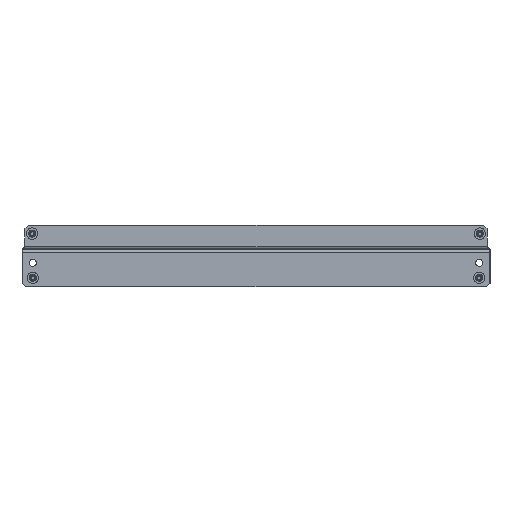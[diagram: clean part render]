
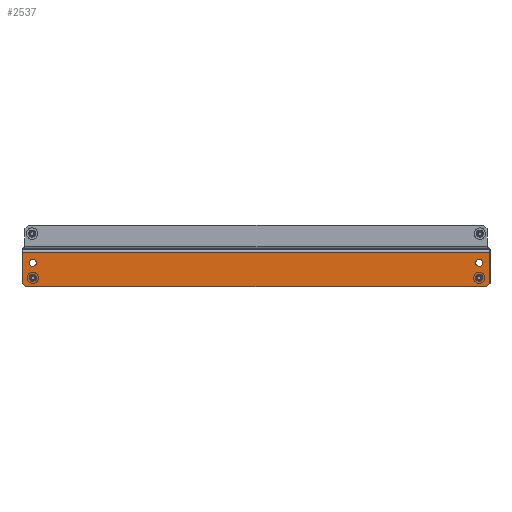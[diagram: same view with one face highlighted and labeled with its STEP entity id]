
A CAD part, left-side view. The second image highlights one B-rep face of the part: STEP entity #2537.
In plain terms, the highlighted face is planar.
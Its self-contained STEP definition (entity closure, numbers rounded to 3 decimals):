
#4 = DIRECTION ( 'NONE',  ( -1., 0., 0. ) ) ;
#34 = FACE_BOUND ( 'NONE', #4922, .T. ) ;
#45 = DIRECTION ( 'NONE',  ( 0., 1., 0. ) ) ;
#59 = VECTOR ( 'NONE', #554, 1000. ) ;
#65 = EDGE_LOOP ( 'NONE', ( #4292, #390 ) ) ;
#66 = EDGE_CURVE ( 'NONE', #2811, #4949, #2101, .T. ) ;
#82 = DIRECTION ( 'NONE',  ( 0., 1., 0. ) ) ;
#99 = VECTOR ( 'NONE', #2635, 1000. ) ;
#111 = CARTESIAN_POINT ( 'NONE',  ( -4.25, -1.5, 187. ) ) ;
#115 = DIRECTION ( 'NONE',  ( 0., -1., 0. ) ) ;
#153 = AXIS2_PLACEMENT_3D ( 'NONE', #3223, #2048, #3611 ) ;
#163 = EDGE_CURVE ( 'NONE', #4653, #1549, #400, .T. ) ;
#249 = CARTESIAN_POINT ( 'NONE',  ( 15.75, -1.5, -193. ) ) ;
#274 = VERTEX_POINT ( 'NONE', #410 ) ;
#306 = CARTESIAN_POINT ( 'NONE',  ( 12.75, -1.5, 196. ) ) ;
#326 = VECTOR ( 'NONE', #1974, 1000. ) ;
#334 = LINE ( 'NONE', #3057, #99 ) ;
#390 = ORIENTED_EDGE ( 'NONE', *, *, #2504, .T. ) ;
#400 = CIRCLE ( 'NONE', #2873, 3. ) ;
#410 = CARTESIAN_POINT ( 'NONE',  ( 12.75, -1.5, -196. ) ) ;
#463 = ORIENTED_EDGE ( 'NONE', *, *, #4342, .F. ) ;
#554 = DIRECTION ( 'NONE',  ( 0., 0., -1. ) ) ;
#621 = EDGE_CURVE ( 'NONE', #274, #4890, #3203, .T. ) ;
#631 = ORIENTED_EDGE ( 'NONE', *, *, #1251, .F. ) ;
#664 = AXIS2_PLACEMENT_3D ( 'NONE', #1198, #45, #1624 ) ;
#702 = CARTESIAN_POINT ( 'NONE',  ( -4.25, -1.5, -187. ) ) ;
#707 = VERTEX_POINT ( 'NONE', #2444 ) ;
#732 = EDGE_CURVE ( 'NONE', #1549, #4653, #3052, .T. ) ;
#825 = DIRECTION ( 'NONE',  ( -1., 0., 0. ) ) ;
#841 = LINE ( 'NONE', #4439, #326 ) ;
#899 = VERTEX_POINT ( 'NONE', #1871 ) ;
#954 = CARTESIAN_POINT ( 'NONE',  ( -1.25, -1.5, -187. ) ) ;
#981 = VERTEX_POINT ( 'NONE', #3455 ) ;
#1049 = CARTESIAN_POINT ( 'NONE',  ( 11.25, -1.5, 187. ) ) ;
#1075 = CIRCLE ( 'NONE', #4132, 3. ) ;
#1146 = EDGE_CURVE ( 'NONE', #899, #1965, #841, .T. ) ;
#1152 = EDGE_CURVE ( 'NONE', #981, #2614, #1075, .T. ) ;
#1167 = CARTESIAN_POINT ( 'NONE',  ( 8.25, -1.5, 187. ) ) ;
#1177 = EDGE_LOOP ( 'NONE', ( #2113, #1773 ) ) ;
#1184 = ORIENTED_EDGE ( 'NONE', *, *, #66, .T. ) ;
#1198 = CARTESIAN_POINT ( 'NONE',  ( -4.25, -1.5, 187. ) ) ;
#1214 = EDGE_CURVE ( 'NONE', #2614, #981, #3226, .T. ) ;
#1251 = EDGE_CURVE ( 'NONE', #2811, #1965, #3790, .T. ) ;
#1258 = DIRECTION ( 'NONE',  ( 0., 1., 0. ) ) ;
#1434 = CARTESIAN_POINT ( 'NONE',  ( -7.25, -1.5, -187. ) ) ;
#1495 = CIRCLE ( 'NONE', #3564, 3. ) ;
#1549 = VERTEX_POINT ( 'NONE', #1434 ) ;
#1568 = CARTESIAN_POINT ( 'NONE',  ( -13.25, -1.5, -196. ) ) ;
#1613 = DIRECTION ( 'NONE',  ( -1., 0., 0. ) ) ;
#1624 = DIRECTION ( 'NONE',  ( -1., 0., 0. ) ) ;
#1644 = ORIENTED_EDGE ( 'NONE', *, *, #732, .F. ) ;
#1713 = ORIENTED_EDGE ( 'NONE', *, *, #1146, .T. ) ;
#1730 = CIRCLE ( 'NONE', #4722, 3. ) ;
#1733 = CIRCLE ( 'NONE', #2644, 3. ) ;
#1773 = ORIENTED_EDGE ( 'NONE', *, *, #1214, .F. ) ;
#1871 = CARTESIAN_POINT ( 'NONE',  ( 15.75, -1.5, 193. ) ) ;
#1893 = ORIENTED_EDGE ( 'NONE', *, *, #2563, .T. ) ;
#1965 = VERTEX_POINT ( 'NONE', #306 ) ;
#1974 = DIRECTION ( 'NONE',  ( -0.707, 0., 0.707 ) ) ;
#2005 = CARTESIAN_POINT ( 'NONE',  ( 8.25, -1.5, 187. ) ) ;
#2030 = FACE_BOUND ( 'NONE', #1177, .T. ) ;
#2048 = DIRECTION ( 'NONE',  ( 0., -1., 0. ) ) ;
#2092 = EDGE_CURVE ( 'NONE', #707, #5044, #1730, .T. ) ;
#2101 = LINE ( 'NONE', #4151, #59 ) ;
#2113 = ORIENTED_EDGE ( 'NONE', *, *, #1152, .F. ) ;
#2117 = EDGE_CURVE ( 'NONE', #2197, #5111, #2981, .T. ) ;
#2139 = VECTOR ( 'NONE', #2204, 1000. ) ;
#2197 = VERTEX_POINT ( 'NONE', #2965 ) ;
#2204 = DIRECTION ( 'NONE',  ( 1., 0., 0. ) ) ;
#2390 = DIRECTION ( 'NONE',  ( 0.707, 0., 0.707 ) ) ;
#2416 = FACE_BOUND ( 'NONE', #3437, .T. ) ;
#2444 = CARTESIAN_POINT ( 'NONE',  ( 5.25, -1.5, 187. ) ) ;
#2459 = PLANE ( 'NONE',  #4559 ) ;
#2504 = EDGE_CURVE ( 'NONE', #5044, #707, #1733, .T. ) ;
#2537 = ADVANCED_FACE ( 'NONE', ( #2416, #2030, #34, #3282, #4761 ), #2459, .F. ) ;
#2563 = EDGE_CURVE ( 'NONE', #5111, #2197, #1495, .T. ) ;
#2614 = VERTEX_POINT ( 'NONE', #4913 ) ;
#2635 = DIRECTION ( 'NONE',  ( 0., 0., -1. ) ) ;
#2644 = AXIS2_PLACEMENT_3D ( 'NONE', #2005, #82, #4860 ) ;
#2659 = DIRECTION ( 'NONE',  ( 0., -1., 0. ) ) ;
#2684 = ORIENTED_EDGE ( 'NONE', *, *, #2117, .T. ) ;
#2798 = AXIS2_PLACEMENT_3D ( 'NONE', #3665, #115, #3284 ) ;
#2811 = VERTEX_POINT ( 'NONE', #3872 ) ;
#2831 = DIRECTION ( 'NONE',  ( 0., 1., 0. ) ) ;
#2873 = AXIS2_PLACEMENT_3D ( 'NONE', #702, #2659, #3186 ) ;
#2898 = LINE ( 'NONE', #2954, #4490 ) ;
#2954 = CARTESIAN_POINT ( 'NONE',  ( -15.75, -1.5, -196. ) ) ;
#2965 = CARTESIAN_POINT ( 'NONE',  ( -1.25, -1.5, 187. ) ) ;
#2966 = VECTOR ( 'NONE', #2390, 1000. ) ;
#2981 = CIRCLE ( 'NONE', #664, 3. ) ;
#3052 = CIRCLE ( 'NONE', #2798, 3. ) ;
#3057 = CARTESIAN_POINT ( 'NONE',  ( 15.75, -1.5, 196. ) ) ;
#3157 = DIRECTION ( 'NONE',  ( 0., 1., 0. ) ) ;
#3177 = EDGE_CURVE ( 'NONE', #4949, #274, #2898, .T. ) ;
#3186 = DIRECTION ( 'NONE',  ( -1., 0., 0. ) ) ;
#3203 = LINE ( 'NONE', #4012, #2966 ) ;
#3223 = CARTESIAN_POINT ( 'NONE',  ( 8.25, -1.5, -187. ) ) ;
#3226 = CIRCLE ( 'NONE', #153, 3. ) ;
#3282 = FACE_BOUND ( 'NONE', #65, .T. ) ;
#3284 = DIRECTION ( 'NONE',  ( -1., 0., 0. ) ) ;
#3319 = DIRECTION ( 'NONE',  ( 1., 0., 0. ) ) ;
#3359 = CARTESIAN_POINT ( 'NONE',  ( -7.25, -1.5, 187. ) ) ;
#3437 = EDGE_LOOP ( 'NONE', ( #1644, #3955 ) ) ;
#3455 = CARTESIAN_POINT ( 'NONE',  ( 5.25, -1.5, -187. ) ) ;
#3560 = DIRECTION ( 'NONE',  ( 0., -1., 0. ) ) ;
#3564 = AXIS2_PLACEMENT_3D ( 'NONE', #111, #2831, #3613 ) ;
#3591 = ORIENTED_EDGE ( 'NONE', *, *, #3177, .T. ) ;
#3611 = DIRECTION ( 'NONE',  ( -1., 0., 0. ) ) ;
#3613 = DIRECTION ( 'NONE',  ( -1., 0., 0. ) ) ;
#3665 = CARTESIAN_POINT ( 'NONE',  ( -4.25, -1.5, -187. ) ) ;
#3768 = CARTESIAN_POINT ( 'NONE',  ( -15.75, -1.5, 196. ) ) ;
#3790 = LINE ( 'NONE', #3768, #2139 ) ;
#3872 = CARTESIAN_POINT ( 'NONE',  ( -13.25, -1.5, 196. ) ) ;
#3955 = ORIENTED_EDGE ( 'NONE', *, *, #163, .F. ) ;
#4012 = CARTESIAN_POINT ( 'NONE',  ( 12.75, -1.5, -196. ) ) ;
#4053 = CARTESIAN_POINT ( 'NONE',  ( -15.75, -1.5, 196. ) ) ;
#4132 = AXIS2_PLACEMENT_3D ( 'NONE', #4416, #3560, #4 ) ;
#4151 = CARTESIAN_POINT ( 'NONE',  ( -13.25, -1.5, 196. ) ) ;
#4211 = ORIENTED_EDGE ( 'NONE', *, *, #621, .T. ) ;
#4272 = EDGE_LOOP ( 'NONE', ( #463, #1713, #631, #1184, #3591, #4211 ) ) ;
#4292 = ORIENTED_EDGE ( 'NONE', *, *, #2092, .T. ) ;
#4342 = EDGE_CURVE ( 'NONE', #899, #4890, #334, .T. ) ;
#4416 = CARTESIAN_POINT ( 'NONE',  ( 8.25, -1.5, -187. ) ) ;
#4439 = CARTESIAN_POINT ( 'NONE',  ( 15.75, -1.5, 193. ) ) ;
#4490 = VECTOR ( 'NONE', #3319, 1000. ) ;
#4559 = AXIS2_PLACEMENT_3D ( 'NONE', #4053, #1258, #1613 ) ;
#4653 = VERTEX_POINT ( 'NONE', #954 ) ;
#4722 = AXIS2_PLACEMENT_3D ( 'NONE', #1167, #3157, #825 ) ;
#4761 = FACE_OUTER_BOUND ( 'NONE', #4272, .T. ) ;
#4860 = DIRECTION ( 'NONE',  ( -1., 0., 0. ) ) ;
#4890 = VERTEX_POINT ( 'NONE', #249 ) ;
#4913 = CARTESIAN_POINT ( 'NONE',  ( 11.25, -1.5, -187. ) ) ;
#4922 = EDGE_LOOP ( 'NONE', ( #1893, #2684 ) ) ;
#4949 = VERTEX_POINT ( 'NONE', #1568 ) ;
#5044 = VERTEX_POINT ( 'NONE', #1049 ) ;
#5111 = VERTEX_POINT ( 'NONE', #3359 ) ;
